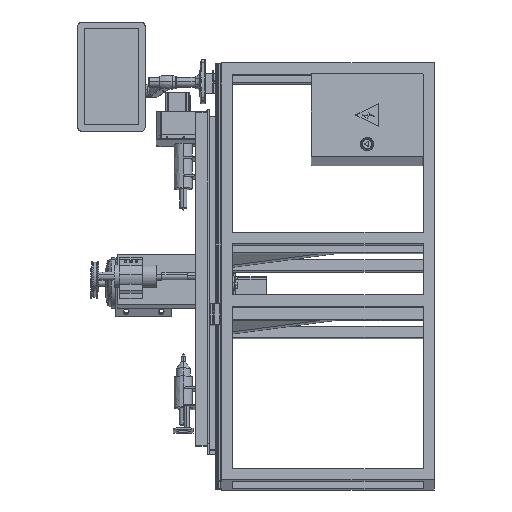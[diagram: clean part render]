
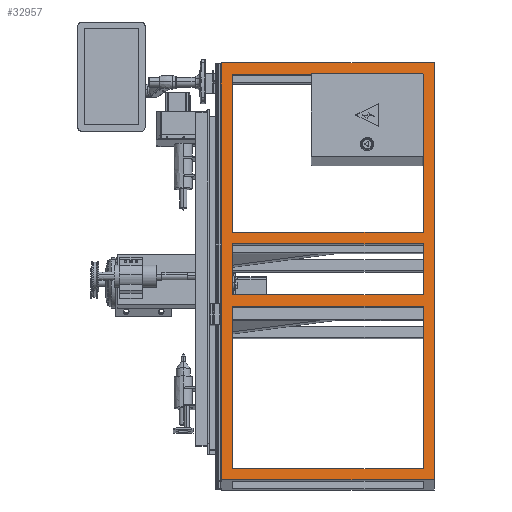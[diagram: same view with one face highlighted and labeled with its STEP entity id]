
A CAD part, front view. The second image highlights one B-rep face of the part: STEP entity #32957.
In plain terms, the highlighted free-form (B-spline) face has degree [1, 1] with [2, 2] control points.
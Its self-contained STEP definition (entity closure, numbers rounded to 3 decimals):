
#32411 = EDGE_CURVE('',#32412,#32414,#32416,.T.);
#32412 = VERTEX_POINT('',#32413);
#32413 = CARTESIAN_POINT('',(250.384,647.794,
    930.718));
#32414 = VERTEX_POINT('',#32415);
#32415 = CARTESIAN_POINT('',(250.384,668.561,
    1088.461));
#32416 = B_SPLINE_CURVE_WITH_KNOTS('',1,(#32417,#32418),.UNSPECIFIED.,
  .F.,.F.,(2,2),(-835.,-650.),.PIECEWISE_BEZIER_KNOTS.);
#32417 = CARTESIAN_POINT('',(250.384,647.794,
    930.718));
#32418 = CARTESIAN_POINT('',(250.384,668.561,
    1088.461));
#32527 = VERTEX_POINT('',#32528);
#32528 = CARTESIAN_POINT('',(250.384,643.304,
    896.612));
#32533 = EDGE_CURVE('',#32534,#32527,#32536,.T.);
#32534 = VERTEX_POINT('',#32535);
#32535 = CARTESIAN_POINT('',(250.384,577.634,
    397.803));
#32536 = B_SPLINE_CURVE_WITH_KNOTS('',1,(#32537,#32538),.UNSPECIFIED.,
  .F.,.F.,(2,2),(-1460.,-875.),.PIECEWISE_BEZIER_KNOTS.);
#32537 = CARTESIAN_POINT('',(250.384,577.634,
    397.803));
#32538 = CARTESIAN_POINT('',(250.384,643.304,
    896.612));
#32589 = VERTEX_POINT('',#32590);
#32590 = CARTESIAN_POINT('',(250.384,737.037,
    1608.586));
#32595 = EDGE_CURVE('',#32596,#32589,#32598,.T.);
#32596 = VERTEX_POINT('',#32597);
#32597 = CARTESIAN_POINT('',(250.384,673.051,
    1122.567));
#32598 = B_SPLINE_CURVE_WITH_KNOTS('',1,(#32599,#32600),.UNSPECIFIED.,
  .F.,.F.,(2,2),(-610.,-40.),.PIECEWISE_BEZIER_KNOTS.);
#32599 = CARTESIAN_POINT('',(250.384,673.051,
    1122.567));
#32600 = CARTESIAN_POINT('',(250.384,737.037,
    1608.586));
#32785 = VERTEX_POINT('',#32786);
#32786 = CARTESIAN_POINT('',(215.983,573.144,
    363.697));
#32791 = EDGE_CURVE('',#32785,#32792,#32794,.T.);
#32792 = VERTEX_POINT('',#32793);
#32793 = CARTESIAN_POINT('',(215.983,741.527,
    1642.692));
#32794 = B_SPLINE_CURVE_WITH_KNOTS('',1,(#32795,#32796),.UNSPECIFIED.,
  .F.,.F.,(2,2),(-1500.,0.),.PIECEWISE_BEZIER_KNOTS.);
#32795 = CARTESIAN_POINT('',(215.983,573.144,
    363.697));
#32796 = CARTESIAN_POINT('',(215.983,741.527,
    1642.692));
#32941 = VERTEX_POINT('',#32942);
#32942 = CARTESIAN_POINT('',(869.6,573.144,
    363.697));
#32947 = EDGE_CURVE('',#32785,#32941,#32948,.T.);
#32948 = B_SPLINE_CURVE_WITH_KNOTS('',1,(#32949,#32950),.UNSPECIFIED.,
  .F.,.F.,(2,2),(-0.,760.),.PIECEWISE_BEZIER_KNOTS.);
#32949 = CARTESIAN_POINT('',(215.983,573.144,
    363.697));
#32950 = CARTESIAN_POINT('',(869.6,573.144,
    363.697));
#32957 = ADVANCED_FACE('',(#32958,#32980,#33002,#33024),#33040,.F.);
#32958 = FACE_BOUND('',#32959,.T.);
#32959 = EDGE_LOOP('',(#32960,#32969,#32974,#32975));
#32960 = ORIENTED_EDGE('',*,*,#32961,.T.);
#32961 = EDGE_CURVE('',#32962,#32964,#32966,.T.);
#32962 = VERTEX_POINT('',#32963);
#32963 = CARTESIAN_POINT('',(835.199,643.304,
    896.612));
#32964 = VERTEX_POINT('',#32965);
#32965 = CARTESIAN_POINT('',(835.199,577.634,
    397.803));
#32966 = B_SPLINE_CURVE_WITH_KNOTS('',1,(#32967,#32968),.UNSPECIFIED.,
  .F.,.F.,(2,2),(875.,1460.),.PIECEWISE_BEZIER_KNOTS.);
#32967 = CARTESIAN_POINT('',(835.199,643.304,
    896.612));
#32968 = CARTESIAN_POINT('',(835.199,577.634,
    397.803));
#32969 = ORIENTED_EDGE('',*,*,#32970,.T.);
#32970 = EDGE_CURVE('',#32964,#32534,#32971,.T.);
#32971 = B_SPLINE_CURVE_WITH_KNOTS('',1,(#32972,#32973),.UNSPECIFIED.,
  .F.,.F.,(2,2),(40.,720.),.PIECEWISE_BEZIER_KNOTS.);
#32972 = CARTESIAN_POINT('',(835.199,577.634,
    397.803));
#32973 = CARTESIAN_POINT('',(250.384,577.634,
    397.803));
#32974 = ORIENTED_EDGE('',*,*,#32533,.T.);
#32975 = ORIENTED_EDGE('',*,*,#32976,.F.);
#32976 = EDGE_CURVE('',#32962,#32527,#32977,.T.);
#32977 = B_SPLINE_CURVE_WITH_KNOTS('',1,(#32978,#32979),.UNSPECIFIED.,
  .F.,.F.,(2,2),(40.,720.),.PIECEWISE_BEZIER_KNOTS.);
#32978 = CARTESIAN_POINT('',(835.199,643.304,
    896.612));
#32979 = CARTESIAN_POINT('',(250.384,643.304,
    896.612));
#32980 = FACE_BOUND('',#32981,.T.);
#32981 = EDGE_LOOP('',(#32982,#32991,#32996,#32997));
#32982 = ORIENTED_EDGE('',*,*,#32983,.T.);
#32983 = EDGE_CURVE('',#32984,#32986,#32988,.T.);
#32984 = VERTEX_POINT('',#32985);
#32985 = CARTESIAN_POINT('',(835.199,668.561,
    1088.461));
#32986 = VERTEX_POINT('',#32987);
#32987 = CARTESIAN_POINT('',(835.199,647.794,
    930.718));
#32988 = B_SPLINE_CURVE_WITH_KNOTS('',1,(#32989,#32990),.UNSPECIFIED.,
  .F.,.F.,(2,2),(650.,835.),.PIECEWISE_BEZIER_KNOTS.);
#32989 = CARTESIAN_POINT('',(835.199,668.561,
    1088.461));
#32990 = CARTESIAN_POINT('',(835.199,647.794,
    930.718));
#32991 = ORIENTED_EDGE('',*,*,#32992,.T.);
#32992 = EDGE_CURVE('',#32986,#32412,#32993,.T.);
#32993 = B_SPLINE_CURVE_WITH_KNOTS('',1,(#32994,#32995),.UNSPECIFIED.,
  .F.,.F.,(2,2),(40.,720.),.PIECEWISE_BEZIER_KNOTS.);
#32994 = CARTESIAN_POINT('',(835.199,647.794,
    930.718));
#32995 = CARTESIAN_POINT('',(250.384,647.794,
    930.718));
#32996 = ORIENTED_EDGE('',*,*,#32411,.T.);
#32997 = ORIENTED_EDGE('',*,*,#32998,.F.);
#32998 = EDGE_CURVE('',#32984,#32414,#32999,.T.);
#32999 = B_SPLINE_CURVE_WITH_KNOTS('',1,(#33000,#33001),.UNSPECIFIED.,
  .F.,.F.,(2,2),(40.,720.),.PIECEWISE_BEZIER_KNOTS.);
#33000 = CARTESIAN_POINT('',(835.199,668.561,
    1088.461));
#33001 = CARTESIAN_POINT('',(250.384,668.561,
    1088.461));
#33002 = FACE_BOUND('',#33003,.T.);
#33003 = EDGE_LOOP('',(#33004,#33013,#33018,#33019));
#33004 = ORIENTED_EDGE('',*,*,#33005,.T.);
#33005 = EDGE_CURVE('',#33006,#33008,#33010,.T.);
#33006 = VERTEX_POINT('',#33007);
#33007 = CARTESIAN_POINT('',(835.199,737.037,
    1608.586));
#33008 = VERTEX_POINT('',#33009);
#33009 = CARTESIAN_POINT('',(835.199,673.051,
    1122.567));
#33010 = B_SPLINE_CURVE_WITH_KNOTS('',1,(#33011,#33012),.UNSPECIFIED.,
  .F.,.F.,(2,2),(40.,610.),.PIECEWISE_BEZIER_KNOTS.);
#33011 = CARTESIAN_POINT('',(835.199,737.037,
    1608.586));
#33012 = CARTESIAN_POINT('',(835.199,673.051,
    1122.567));
#33013 = ORIENTED_EDGE('',*,*,#33014,.T.);
#33014 = EDGE_CURVE('',#33008,#32596,#33015,.T.);
#33015 = B_SPLINE_CURVE_WITH_KNOTS('',1,(#33016,#33017),.UNSPECIFIED.,
  .F.,.F.,(2,2),(40.,720.),.PIECEWISE_BEZIER_KNOTS.);
#33016 = CARTESIAN_POINT('',(835.199,673.051,
    1122.567));
#33017 = CARTESIAN_POINT('',(250.384,673.051,
    1122.567));
#33018 = ORIENTED_EDGE('',*,*,#32595,.T.);
#33019 = ORIENTED_EDGE('',*,*,#33020,.F.);
#33020 = EDGE_CURVE('',#33006,#32589,#33021,.T.);
#33021 = B_SPLINE_CURVE_WITH_KNOTS('',1,(#33022,#33023),.UNSPECIFIED.,
  .F.,.F.,(2,2),(40.,720.),.PIECEWISE_BEZIER_KNOTS.);
#33022 = CARTESIAN_POINT('',(835.199,737.037,
    1608.586));
#33023 = CARTESIAN_POINT('',(250.384,737.037,
    1608.586));
#33024 = FACE_BOUND('',#33025,.T.);
#33025 = EDGE_LOOP('',(#33026,#33027,#33034,#33039));
#33026 = ORIENTED_EDGE('',*,*,#32947,.T.);
#33027 = ORIENTED_EDGE('',*,*,#33028,.F.);
#33028 = EDGE_CURVE('',#33029,#32941,#33031,.T.);
#33029 = VERTEX_POINT('',#33030);
#33030 = CARTESIAN_POINT('',(869.6,741.527,
    1642.692));
#33031 = B_SPLINE_CURVE_WITH_KNOTS('',1,(#33032,#33033),.UNSPECIFIED.,
  .F.,.F.,(2,2),(-40.,1460.),.PIECEWISE_BEZIER_KNOTS.);
#33032 = CARTESIAN_POINT('',(869.6,741.527,
    1642.692));
#33033 = CARTESIAN_POINT('',(869.6,573.144,
    363.697));
#33034 = ORIENTED_EDGE('',*,*,#33035,.F.);
#33035 = EDGE_CURVE('',#32792,#33029,#33036,.T.);
#33036 = B_SPLINE_CURVE_WITH_KNOTS('',1,(#33037,#33038),.UNSPECIFIED.,
  .F.,.F.,(2,2),(-0.,760.),.PIECEWISE_BEZIER_KNOTS.);
#33037 = CARTESIAN_POINT('',(215.983,741.527,
    1642.692));
#33038 = CARTESIAN_POINT('',(869.6,741.527,
    1642.692));
#33039 = ORIENTED_EDGE('',*,*,#32791,.F.);
#33040 = B_SPLINE_SURFACE_WITH_KNOTS('',1,1,(
    (#33041,#33042)
    ,(#33043,#33044
  )),.UNSPECIFIED.,.F.,.F.,.F.,(2,2),(2,2),(0.,1500.),(-760.,0.),
  .PIECEWISE_BEZIER_KNOTS.);
#33041 = CARTESIAN_POINT('',(869.6,741.527,
    1642.692));
#33042 = CARTESIAN_POINT('',(215.983,741.527,
    1642.692));
#33043 = CARTESIAN_POINT('',(869.6,573.144,
    363.697));
#33044 = CARTESIAN_POINT('',(215.983,573.144,
    363.697));
